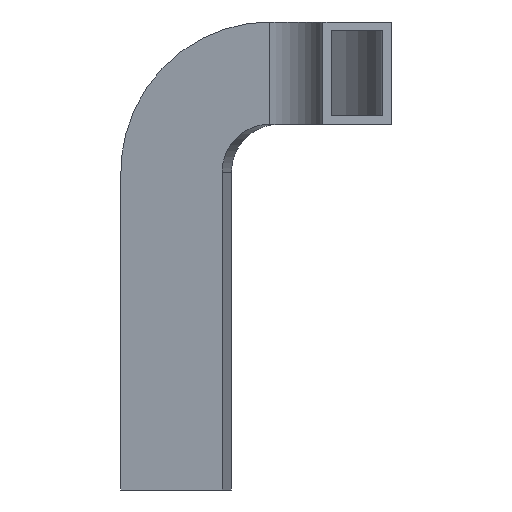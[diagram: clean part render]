
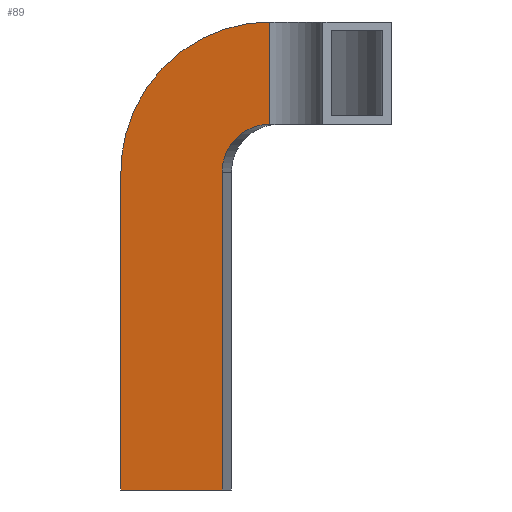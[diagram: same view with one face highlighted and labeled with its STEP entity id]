
A CAD part, left-side view. The second image highlights one B-rep face of the part: STEP entity #89.
In plain terms, the highlighted free-form (B-spline) face has degree [1, 1] with [2, 2] control points.
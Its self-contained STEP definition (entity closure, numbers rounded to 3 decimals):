
#21 = EDGE_CURVE('',#22,#24,#26,.T.);
#22 = VERTEX_POINT('',#23);
#23 = CARTESIAN_POINT('',(79.364,92.112,
    -67.732));
#24 = VERTEX_POINT('',#25);
#25 = CARTESIAN_POINT('',(79.364,92.112,
    -284.542));
#26 = B_SPLINE_CURVE_WITH_KNOTS('',1,(#27,#28),.UNSPECIFIED.,.F.,.F.,(2,
    2),(0.,186.551),.PIECEWISE_BEZIER_KNOTS.);
#27 = CARTESIAN_POINT('',(79.364,92.112,
    -67.732));
#28 = CARTESIAN_POINT('',(79.364,92.112,
    -284.542));
#67 = VERTEX_POINT('',#68);
#68 = CARTESIAN_POINT('',(88.984,161.178,-284.542));
#73 = EDGE_CURVE('',#74,#67,#76,.T.);
#74 = VERTEX_POINT('',#75);
#75 = CARTESIAN_POINT('',(88.984,161.178,-67.732));
#76 = B_SPLINE_CURVE_WITH_KNOTS('',1,(#77,#78),.UNSPECIFIED.,.F.,.F.,(2,
    2),(0.,186.551),.PIECEWISE_BEZIER_KNOTS.);
#77 = CARTESIAN_POINT('',(88.984,161.178,-67.732));
#78 = CARTESIAN_POINT('',(88.984,161.178,-284.542));
#89 = ADVANCED_FACE('',(#90),#120,.T.);
#90 = FACE_BOUND('',#91,.T.);
#91 = EDGE_LOOP('',(#92,#100,#101,#106,#107,#115));
#92 = ORIENTED_EDGE('',*,*,#93,.T.);
#93 = EDGE_CURVE('',#94,#74,#96,.T.);
#94 = VERTEX_POINT('',#95);
#95 = CARTESIAN_POINT('',(74.831,59.561,
    34.866));
#96 = ( BOUNDED_CURVE() B_SPLINE_CURVE(2,(#97,#98,#99),.UNSPECIFIED.,.F.
,.F.) B_SPLINE_CURVE_WITH_KNOTS((3,3),(1.571,3.142),
.PIECEWISE_BEZIER_KNOTS.) CURVE() GEOMETRIC_REPRESENTATION_ITEM() 
RATIONAL_B_SPLINE_CURVE((1.,0.707,1.)) REPRESENTATION_ITEM('') 
  );
#97 = CARTESIAN_POINT('',(74.831,59.561,
    34.866));
#98 = CARTESIAN_POINT('',(88.984,161.178,34.866));
#99 = CARTESIAN_POINT('',(88.984,161.178,-67.732));
#100 = ORIENTED_EDGE('',*,*,#73,.T.);
#101 = ORIENTED_EDGE('',*,*,#102,.F.);
#102 = EDGE_CURVE('',#24,#67,#103,.T.);
#103 = B_SPLINE_CURVE_WITH_KNOTS('',1,(#104,#105),.UNSPECIFIED.,.F.,.F.,
  (2,2),(-30.,30.),.PIECEWISE_BEZIER_KNOTS.);
#104 = CARTESIAN_POINT('',(79.364,92.112,
    -284.542));
#105 = CARTESIAN_POINT('',(88.984,161.178,-284.542)
  );
#106 = ORIENTED_EDGE('',*,*,#21,.F.);
#107 = ORIENTED_EDGE('',*,*,#108,.F.);
#108 = EDGE_CURVE('',#109,#22,#111,.T.);
#109 = VERTEX_POINT('',#110);
#110 = CARTESIAN_POINT('',(74.831,59.561,
    -34.866));
#111 = ( BOUNDED_CURVE() B_SPLINE_CURVE(2,(#112,#113,#114),
.UNSPECIFIED.,.F.,.F.) B_SPLINE_CURVE_WITH_KNOTS((3,3),(1.571,
3.142),.PIECEWISE_BEZIER_KNOTS.) CURVE() 
GEOMETRIC_REPRESENTATION_ITEM() RATIONAL_B_SPLINE_CURVE((1.,
0.707,1.)) REPRESENTATION_ITEM('') );
#112 = CARTESIAN_POINT('',(74.831,59.561,
    -34.866));
#113 = CARTESIAN_POINT('',(79.364,92.112,
    -34.866));
#114 = CARTESIAN_POINT('',(79.364,92.112,
    -67.732));
#115 = ORIENTED_EDGE('',*,*,#116,.T.);
#116 = EDGE_CURVE('',#109,#94,#117,.T.);
#117 = B_SPLINE_CURVE_WITH_KNOTS('',1,(#118,#119),.UNSPECIFIED.,.F.,.F.,
  (2,2),(-55.,5.),.PIECEWISE_BEZIER_KNOTS.);
#118 = CARTESIAN_POINT('',(74.831,59.561,
    -34.866));
#119 = CARTESIAN_POINT('',(74.831,59.561,
    34.866));
#120 = B_SPLINE_SURFACE_WITH_KNOTS('',1,1,(
    (#121,#122)
    ,(#123,#124
    )),.UNSPECIFIED.,.F.,.F.,.F.,(2,2),(2,2),(-269.831,5.),(
    0.,88.279),.PIECEWISE_BEZIER_KNOTS.);
#121 = CARTESIAN_POINT('',(74.831,59.561,
    -284.542));
#122 = CARTESIAN_POINT('',(88.984,161.178,-284.542)
  );
#123 = CARTESIAN_POINT('',(74.831,59.561,
    34.866));
#124 = CARTESIAN_POINT('',(88.984,161.178,34.866)
  );
